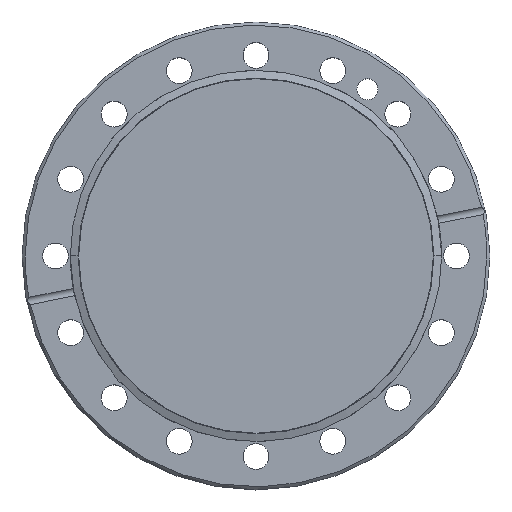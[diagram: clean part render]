
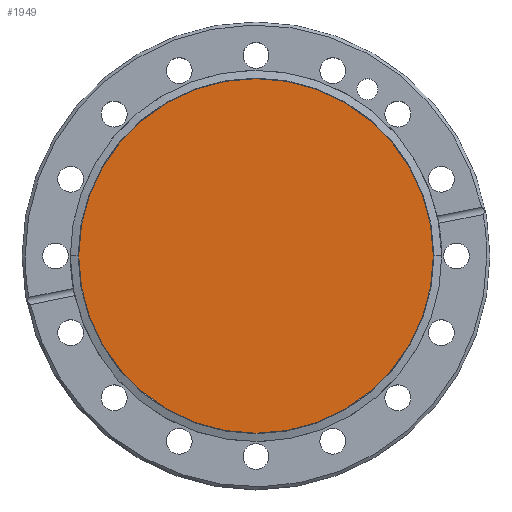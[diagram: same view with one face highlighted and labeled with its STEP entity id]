
A CAD part, top view. The second image highlights one B-rep face of the part: STEP entity #1949.
In plain terms, the highlighted planar face has unit normal (0, 0, 1).
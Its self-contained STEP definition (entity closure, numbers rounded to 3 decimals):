
#51 = VERTEX_POINT ( 'NONE', #901 ) ;
#189 = CARTESIAN_POINT ( 'NONE',  ( 0., 0., -1.2 ) ) ;
#344 = DIRECTION ( 'NONE',  ( 1., 0., 0. ) ) ;
#361 = AXIS2_PLACEMENT_3D ( 'NONE', #1010, #999, #844 ) ;
#485 = DIRECTION ( 'NONE',  ( 0., 0., 1. ) ) ;
#499 = FACE_OUTER_BOUND ( 'NONE', #1828, .T. ) ;
#632 = CIRCLE ( 'NONE', #789, 57.598 ) ;
#789 = AXIS2_PLACEMENT_3D ( 'NONE', #189, #1281, #344 ) ;
#821 = CARTESIAN_POINT ( 'NONE',  ( -57.598, 0., -1.2 ) ) ;
#844 = DIRECTION ( 'NONE',  ( 1., 0., 0. ) ) ;
#901 = CARTESIAN_POINT ( 'NONE',  ( 57.598, 0., -1.2 ) ) ;
#940 = PLANE ( 'NONE',  #1877 ) ;
#999 = DIRECTION ( 'NONE',  ( 0., 0., 1. ) ) ;
#1010 = CARTESIAN_POINT ( 'NONE',  ( 0., 0., -1.2 ) ) ;
#1053 = EDGE_CURVE ( 'NONE', #2059, #51, #2014, .T. ) ;
#1281 = DIRECTION ( 'NONE',  ( 0., 0., 1. ) ) ;
#1423 = ORIENTED_EDGE ( 'NONE', *, *, #1571, .T. ) ;
#1571 = EDGE_CURVE ( 'NONE', #51, #2059, #632, .T. ) ;
#1621 = CARTESIAN_POINT ( 'NONE',  ( 0., 0., -1.2 ) ) ;
#1625 = DIRECTION ( 'NONE',  ( 1., 0., 0. ) ) ;
#1828 = EDGE_LOOP ( 'NONE', ( #1423, #2067 ) ) ;
#1877 = AXIS2_PLACEMENT_3D ( 'NONE', #1621, #485, #1625 ) ;
#1949 = ADVANCED_FACE ( 'NONE', ( #499 ), #940, .T. ) ;
#2014 = CIRCLE ( 'NONE', #361, 57.598 ) ;
#2059 = VERTEX_POINT ( 'NONE', #821 ) ;
#2067 = ORIENTED_EDGE ( 'NONE', *, *, #1053, .T. ) ;
